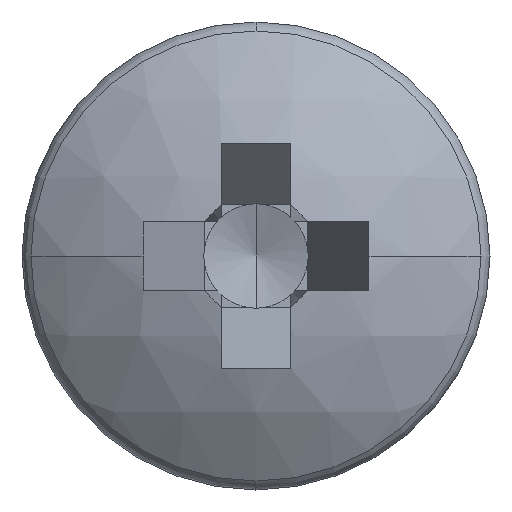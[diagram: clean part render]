
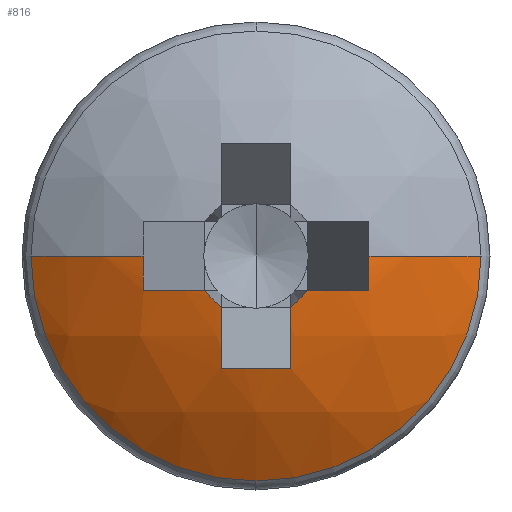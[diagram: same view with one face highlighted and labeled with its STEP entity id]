
A CAD part, left-side view. The second image highlights one B-rep face of the part: STEP entity #816.
In plain terms, the highlighted spherical face has radius 4 mm.
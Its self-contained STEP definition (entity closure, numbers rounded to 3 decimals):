
#39 = CARTESIAN_POINT ( 'NONE',  ( 0.186, -1.207, 0. ) ) ;
#40 = VERTEX_POINT ( 'NONE', #1158 ) ;
#80 = DIRECTION ( 'NONE',  ( -1., 0., 0. ) ) ;
#90 = CIRCLE ( 'NONE', #1321, 0.657 ) ;
#95 = CARTESIAN_POINT ( 'NONE',  ( 3.723, 0.556, 0. ) ) ;
#96 = CARTESIAN_POINT ( 'NONE',  ( 0.054, -0.543, -0.37 ) ) ;
#99 = ORIENTED_EDGE ( 'NONE', *, *, #521, .T. ) ;
#106 = VERTEX_POINT ( 'NONE', #343 ) ;
#121 = CIRCLE ( 'NONE', #1218, 3.983 ) ;
#127 = DIRECTION ( 'NONE',  ( 0., 0., -1. ) ) ;
#159 = AXIS2_PLACEMENT_3D ( 'NONE', #417, #213, #916 ) ;
#189 = ORIENTED_EDGE ( 'NONE', *, *, #833, .T. ) ;
#190 = DIRECTION ( 'NONE',  ( 0., 1., 0. ) ) ;
#197 = EDGE_CURVE ( 'NONE', #277, #671, #90, .T. ) ;
#203 = CARTESIAN_POINT ( 'NONE',  ( 4., 0.37, 0. ) ) ;
#208 = ORIENTED_EDGE ( 'NONE', *, *, #322, .T. ) ;
#212 = AXIS2_PLACEMENT_3D ( 'NONE', #848, #544, #127 ) ;
#213 = DIRECTION ( 'NONE',  ( 0., 0., -1. ) ) ;
#239 = ORIENTED_EDGE ( 'NONE', *, *, #736, .F. ) ;
#240 = DIRECTION ( 'NONE',  ( -1., 0., 0. ) ) ;
#241 = CARTESIAN_POINT ( 'NONE',  ( 3.723, 0., 0.556 ) ) ;
#244 = CIRCLE ( 'NONE', #307, 3.951 ) ;
#256 = AXIS2_PLACEMENT_3D ( 'NONE', #893, #1184, #982 ) ;
#277 = VERTEX_POINT ( 'NONE', #425 ) ;
#283 = EDGE_CURVE ( 'NONE', #640, #853, #992, .T. ) ;
#297 = AXIS2_PLACEMENT_3D ( 'NONE', #832, #430, #334 ) ;
#307 = AXIS2_PLACEMENT_3D ( 'NONE', #698, #904, #1316 ) ;
#311 = SPHERICAL_SURFACE ( 'NONE', #159, 4. ) ;
#322 = EDGE_CURVE ( 'NONE', #534, #1239, #668, .T. ) ;
#334 = DIRECTION ( 'NONE',  ( 0., 1., 0. ) ) ;
#340 = EDGE_CURVE ( 'NONE', #453, #640, #467, .T. ) ;
#343 = CARTESIAN_POINT ( 'NONE',  ( 0.202, -0.37, -1.199 ) ) ;
#355 = CARTESIAN_POINT ( 'NONE',  ( 4., 0., -0.37 ) ) ;
#369 = AXIS2_PLACEMENT_3D ( 'NONE', #203, #1111, #800 ) ;
#371 = CARTESIAN_POINT ( 'NONE',  ( 0.803, -2.404, 0. ) ) ;
#376 = VERTEX_POINT ( 'NONE', #940 ) ;
#391 = DIRECTION ( 'NONE',  ( 0., 0., 1. ) ) ;
#397 = CARTESIAN_POINT ( 'NONE',  ( 4., 0., -0.37 ) ) ;
#413 = CIRCLE ( 'NONE', #852, 3.983 ) ;
#417 = CARTESIAN_POINT ( 'NONE',  ( 4., 0., 0. ) ) ;
#425 = CARTESIAN_POINT ( 'NONE',  ( 0.054, 0.543, -0.37 ) ) ;
#430 = DIRECTION ( 'NONE',  ( 0., 0., -1. ) ) ;
#453 = VERTEX_POINT ( 'NONE', #863 ) ;
#458 = DIRECTION ( 'NONE',  ( 0., 0., 1. ) ) ;
#467 = CIRCLE ( 'NONE', #212, 0.657 ) ;
#471 = AXIS2_PLACEMENT_3D ( 'NONE', #95, #1193, #600 ) ;
#479 = EDGE_CURVE ( 'NONE', #40, #277, #121, .T. ) ;
#497 = CARTESIAN_POINT ( 'NONE',  ( 0.054, 0.37, -0.543 ) ) ;
#521 = EDGE_CURVE ( 'NONE', #106, #714, #651, .T. ) ;
#522 = ORIENTED_EDGE ( 'NONE', *, *, #283, .F. ) ;
#534 = VERTEX_POINT ( 'NONE', #1268 ) ;
#544 = DIRECTION ( 'NONE',  ( -1., 0., 0. ) ) ;
#554 = ORIENTED_EDGE ( 'NONE', *, *, #709, .F. ) ;
#561 = DIRECTION ( 'NONE',  ( -0.895, 0., -0.446 ) ) ;
#571 = DIRECTION ( 'NONE',  ( 1., 0., 0. ) ) ;
#577 = CARTESIAN_POINT ( 'NONE',  ( 0.054, 0., 0. ) ) ;
#578 = CIRCLE ( 'NONE', #297, 4. ) ;
#599 = DIRECTION ( 'NONE',  ( 0., 0., 1. ) ) ;
#600 = DIRECTION ( 'NONE',  ( 0.895, 0.446, 0. ) ) ;
#603 = DIRECTION ( 'NONE',  ( 0., 0., 1. ) ) ;
#611 = ORIENTED_EDGE ( 'NONE', *, *, #644, .T. ) ;
#621 = EDGE_CURVE ( 'NONE', #534, #376, #726, .T. ) ;
#627 = ORIENTED_EDGE ( 'NONE', *, *, #197, .F. ) ;
#640 = VERTEX_POINT ( 'NONE', #96 ) ;
#644 = EDGE_CURVE ( 'NONE', #860, #853, #1088, .T. ) ;
#651 = CIRCLE ( 'NONE', #910, 3.951 ) ;
#668 = CIRCLE ( 'NONE', #713, 2.404 ) ;
#671 = VERTEX_POINT ( 'NONE', #497 ) ;
#695 = EDGE_CURVE ( 'NONE', #40, #376, #244, .T. ) ;
#698 = CARTESIAN_POINT ( 'NONE',  ( 3.723, -0.556, 0. ) ) ;
#704 = CARTESIAN_POINT ( 'NONE',  ( 0.202, 0.37, -1.199 ) ) ;
#709 = EDGE_CURVE ( 'NONE', #671, #714, #941, .T. ) ;
#713 = AXIS2_PLACEMENT_3D ( 'NONE', #1048, #240, #948 ) ;
#714 = VERTEX_POINT ( 'NONE', #704 ) ;
#726 = CIRCLE ( 'NONE', #256, 4. ) ;
#733 = CARTESIAN_POINT ( 'NONE',  ( 0.202, -1.199, -0.37 ) ) ;
#736 = EDGE_CURVE ( 'NONE', #106, #453, #413, .T. ) ;
#775 = AXIS2_PLACEMENT_3D ( 'NONE', #984, #80, #391 ) ;
#798 = ORIENTED_EDGE ( 'NONE', *, *, #695, .T. ) ;
#800 = DIRECTION ( 'NONE',  ( 0., 0., -1. ) ) ;
#816 = ADVANCED_FACE ( 'NONE', ( #912 ), #311, .T. ) ;
#822 = AXIS2_PLACEMENT_3D ( 'NONE', #397, #599, #1204 ) ;
#823 = DIRECTION ( 'NONE',  ( -1., 0., 0. ) ) ;
#832 = CARTESIAN_POINT ( 'NONE',  ( 4., 0., 0. ) ) ;
#833 = EDGE_CURVE ( 'NONE', #1046, #860, #578, .T. ) ;
#848 = CARTESIAN_POINT ( 'NONE',  ( 0.054, 0., 0. ) ) ;
#852 = AXIS2_PLACEMENT_3D ( 'NONE', #1095, #190, #603 ) ;
#853 = VERTEX_POINT ( 'NONE', #733 ) ;
#860 = VERTEX_POINT ( 'NONE', #39 ) ;
#863 = CARTESIAN_POINT ( 'NONE',  ( 0.054, -0.37, -0.543 ) ) ;
#893 = CARTESIAN_POINT ( 'NONE',  ( 4., 0., 0. ) ) ;
#904 = DIRECTION ( 'NONE',  ( 0.446, 0.895, 0. ) ) ;
#910 = AXIS2_PLACEMENT_3D ( 'NONE', #241, #1150, #561 ) ;
#912 = FACE_OUTER_BOUND ( 'NONE', #978, .T. ) ;
#916 = DIRECTION ( 'NONE',  ( 0., 1., 0. ) ) ;
#940 = CARTESIAN_POINT ( 'NONE',  ( 0.186, 1.207, 0. ) ) ;
#941 = CIRCLE ( 'NONE', #369, 3.983 ) ;
#948 = DIRECTION ( 'NONE',  ( 0., 0., 1. ) ) ;
#978 = EDGE_LOOP ( 'NONE', ( #208, #993, #189, #611, #522, #1058, #239, #99, #554, #627, #1108, #798, #1285 ) ) ;
#982 = DIRECTION ( 'NONE',  ( 1., 0., 0. ) ) ;
#984 = CARTESIAN_POINT ( 'NONE',  ( 0.803, 0., 0. ) ) ;
#992 = CIRCLE ( 'NONE', #822, 3.983 ) ;
#993 = ORIENTED_EDGE ( 'NONE', *, *, #1097, .T. ) ;
#1021 = DIRECTION ( 'NONE',  ( 0., 0., -1. ) ) ;
#1046 = VERTEX_POINT ( 'NONE', #371 ) ;
#1048 = CARTESIAN_POINT ( 'NONE',  ( 0.803, 0., 0. ) ) ;
#1058 = ORIENTED_EDGE ( 'NONE', *, *, #340, .F. ) ;
#1088 = CIRCLE ( 'NONE', #471, 3.951 ) ;
#1095 = CARTESIAN_POINT ( 'NONE',  ( 4., -0.37, 0. ) ) ;
#1097 = EDGE_CURVE ( 'NONE', #1239, #1046, #1102, .T. ) ;
#1100 = CARTESIAN_POINT ( 'NONE',  ( 0.803, 0., -2.404 ) ) ;
#1102 = CIRCLE ( 'NONE', #775, 2.404 ) ;
#1108 = ORIENTED_EDGE ( 'NONE', *, *, #479, .F. ) ;
#1111 = DIRECTION ( 'NONE',  ( 0., -1., 0. ) ) ;
#1150 = DIRECTION ( 'NONE',  ( 0.446, 0., -0.895 ) ) ;
#1158 = CARTESIAN_POINT ( 'NONE',  ( 0.202, 1.199, -0.37 ) ) ;
#1184 = DIRECTION ( 'NONE',  ( 0., 0., 1. ) ) ;
#1193 = DIRECTION ( 'NONE',  ( 0.446, -0.895, 0. ) ) ;
#1204 = DIRECTION ( 'NONE',  ( 1., 0., 0. ) ) ;
#1218 = AXIS2_PLACEMENT_3D ( 'NONE', #355, #458, #571 ) ;
#1239 = VERTEX_POINT ( 'NONE', #1100 ) ;
#1268 = CARTESIAN_POINT ( 'NONE',  ( 0.803, 2.404, 0. ) ) ;
#1285 = ORIENTED_EDGE ( 'NONE', *, *, #621, .F. ) ;
#1316 = DIRECTION ( 'NONE',  ( -0.895, 0.446, 0. ) ) ;
#1321 = AXIS2_PLACEMENT_3D ( 'NONE', #577, #823, #1021 ) ;
